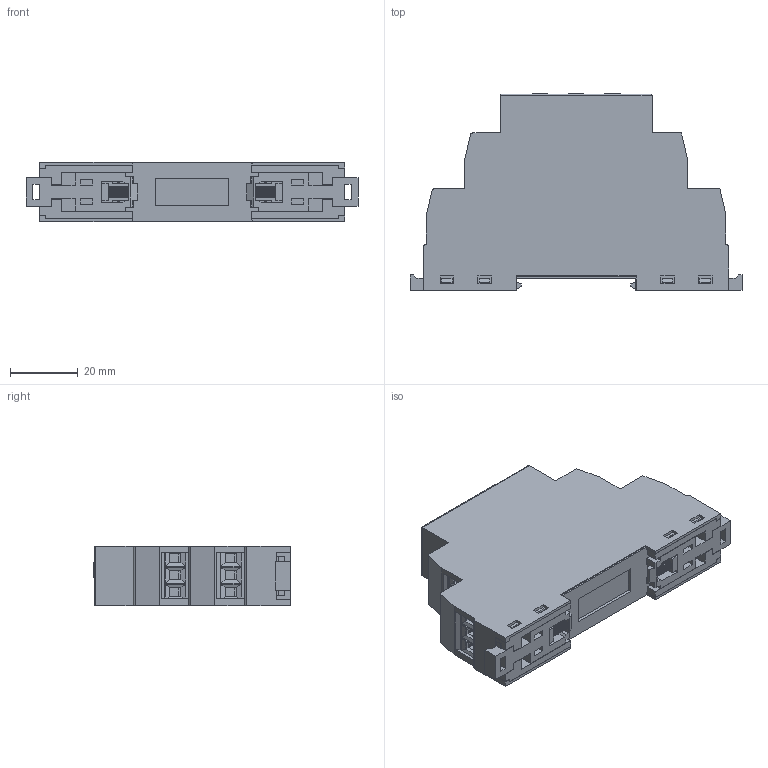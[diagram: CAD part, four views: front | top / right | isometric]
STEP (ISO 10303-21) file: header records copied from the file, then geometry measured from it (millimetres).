
FILE_DESCRIPTION (( 'STEP AP214' ), '1' );
FILE_NAME ('16373.2_MFR7.stp', '2020-11-26T09:39:36', ( 'Admin' ), ( '' ), 'SwSTEP 2.0', 'SolidWorks 2020', '' );
FILE_SCHEMA (( 'AUTOMOTIVE_DESIGN' ));
Length unit declared in the file: millimetre
Products named in the file (19): 90; Drehknopf; 91; 92; 96; 104; 105; 94; 16373.2_MFR7; 97; 95; 93; 100; 102; 99; 2; 101; 98; 103
Assembly tree (20 placements, depth 2):
  16373.2_MFR7
    2
    90
    91
    92
    93
    94
    95
    96
    97
    98
    99
    100
    101
    102
    103
    104
    105
    Drehknopf  x3
Bounding box: 98 x 58 x 17.5 mm (x, y, z)
Volume: 25355.4 mm3; surface area: 51735.1 mm2
Topology: 20 solids, 32 shells, 3725 faces, 10136 edges, 6469 vertices
Faces by surface type: plane 2656, cylinder 601, bspline 249, cone 207, torus 12
Entity records: 127557 total; most frequent: CARTESIAN_POINT 32976, ORIENTED_EDGE 18676, DIRECTION 15703, EDGE_CURVE 9338, VECTOR 7325, LINE 7325, VERTEX_POINT 5989, AXIS2_PLACEMENT_3D 4189
